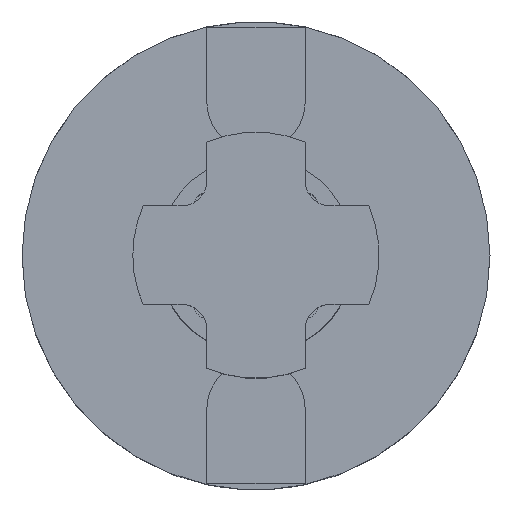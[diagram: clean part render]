
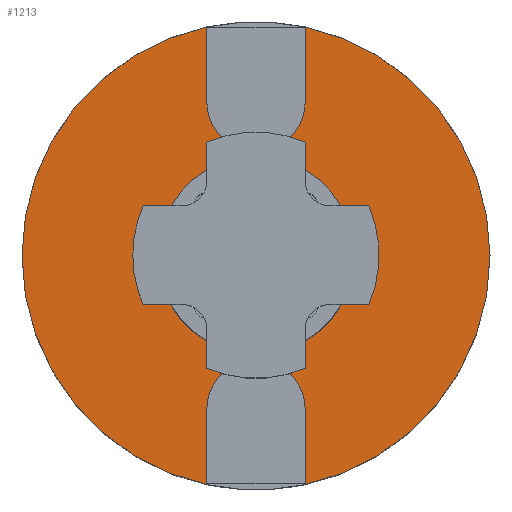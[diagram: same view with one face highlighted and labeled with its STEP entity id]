
A CAD part, top view. The second image highlights one B-rep face of the part: STEP entity #1213.
In plain terms, the highlighted planar face has unit normal (0, 0, 1).
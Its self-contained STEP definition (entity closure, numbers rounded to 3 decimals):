
#7 = ORIENTED_EDGE ( 'NONE', *, *, #3439, .F. ) ;
#54 = AXIS2_PLACEMENT_3D ( 'NONE', #1633, #631, #1066 ) ;
#72 = CARTESIAN_POINT ( 'NONE',  ( 4., 21.114, 30. ) ) ;
#146 = CARTESIAN_POINT ( 'NONE',  ( 8., 0., 30. ) ) ;
#180 = ORIENTED_EDGE ( 'NONE', *, *, #6125, .F. ) ;
#237 = DIRECTION ( 'NONE',  ( 0., 0., 1. ) ) ;
#434 = EDGE_CURVE ( 'NONE', #2174, #4020, #6639, .T. ) ;
#435 = CARTESIAN_POINT ( 'NONE',  ( 0., 19., 30. ) ) ;
#519 = CARTESIAN_POINT ( 'NONE',  ( 4., 21.114, 30. ) ) ;
#533 = DIRECTION ( 'NONE',  ( 0., -1., 0. ) ) ;
#605 = AXIS2_PLACEMENT_3D ( 'NONE', #6621, #4469, #2851 ) ;
#607 = ORIENTED_EDGE ( 'NONE', *, *, #4628, .F. ) ;
#631 = DIRECTION ( 'NONE',  ( 0., 0., -1. ) ) ;
#657 = EDGE_CURVE ( 'NONE', #4213, #6658, #5703, .T. ) ;
#759 = DIRECTION ( 'NONE',  ( -1., 0., 0. ) ) ;
#762 = CARTESIAN_POINT ( 'NONE',  ( 0., 0., 30. ) ) ;
#768 = CARTESIAN_POINT ( 'NONE',  ( -4., -12.5, 30. ) ) ;
#798 = LINE ( 'NONE', #4047, #1833 ) ;
#803 = CIRCLE ( 'NONE', #5675, 19. ) ;
#894 = CIRCLE ( 'NONE', #605, 8. ) ;
#1018 = CARTESIAN_POINT ( 'NONE',  ( -4., -21.114, 30. ) ) ;
#1055 = CIRCLE ( 'NONE', #3573, 8. ) ;
#1066 = DIRECTION ( 'NONE',  ( -1., 0., 0. ) ) ;
#1075 = ORIENTED_EDGE ( 'NONE', *, *, #434, .F. ) ;
#1120 = ORIENTED_EDGE ( 'NONE', *, *, #4449, .F. ) ;
#1186 = DIRECTION ( 'NONE',  ( 0., 0., -1. ) ) ;
#1213 = ADVANCED_FACE ( 'NONE', ( #4349, #2896 ), #3686, .T. ) ;
#1232 = EDGE_LOOP ( 'NONE', ( #6308, #3935 ) ) ;
#1240 = VECTOR ( 'NONE', #1763, 1000. ) ;
#1287 = CARTESIAN_POINT ( 'NONE',  ( 0., -12.5, 30. ) ) ;
#1343 = VECTOR ( 'NONE', #5536, 1000. ) ;
#1379 = EDGE_CURVE ( 'NONE', #2245, #2213, #894, .T. ) ;
#1470 = ORIENTED_EDGE ( 'NONE', *, *, #3566, .F. ) ;
#1516 = DIRECTION ( 'NONE',  ( 0., 1., 0. ) ) ;
#1539 = CIRCLE ( 'NONE', #1950, 19. ) ;
#1556 = CARTESIAN_POINT ( 'NONE',  ( -4., -18.5, 30. ) ) ;
#1568 = VERTEX_POINT ( 'NONE', #2898 ) ;
#1633 = CARTESIAN_POINT ( 'NONE',  ( 0., 0., 30. ) ) ;
#1684 = DIRECTION ( 'NONE',  ( -1., 0., 0. ) ) ;
#1747 = DIRECTION ( 'NONE',  ( 0., 1., 0. ) ) ;
#1763 = DIRECTION ( 'NONE',  ( 0., 1., 0. ) ) ;
#1778 = DIRECTION ( 'NONE',  ( 0., 0., 1. ) ) ;
#1833 = VECTOR ( 'NONE', #1747, 1000. ) ;
#1834 = CARTESIAN_POINT ( 'NONE',  ( -4., 19., 30. ) ) ;
#1895 = DIRECTION ( 'NONE',  ( -1., 0., 0. ) ) ;
#1910 = EDGE_CURVE ( 'NONE', #4020, #3496, #6281, .T. ) ;
#1950 = AXIS2_PLACEMENT_3D ( 'NONE', #5251, #6381, #1991 ) ;
#1979 = EDGE_LOOP ( 'NONE', ( #607, #180, #4596, #3276, #1075, #1120, #1470, #5723, #6742, #3245, #3844, #7, #4956, #5139 ) ) ;
#1987 = VERTEX_POINT ( 'NONE', #3909 ) ;
#1991 = DIRECTION ( 'NONE',  ( -1., 0., 0. ) ) ;
#2007 = AXIS2_PLACEMENT_3D ( 'NONE', #2821, #4440, #1684 ) ;
#2139 = CARTESIAN_POINT ( 'NONE',  ( -19., 0., 30. ) ) ;
#2174 = VERTEX_POINT ( 'NONE', #768 ) ;
#2213 = VERTEX_POINT ( 'NONE', #6150 ) ;
#2245 = VERTEX_POINT ( 'NONE', #146 ) ;
#2282 = DIRECTION ( 'NONE',  ( -1., 0., 0. ) ) ;
#2374 = EDGE_CURVE ( 'NONE', #3885, #4198, #5439, .T. ) ;
#2430 = VERTEX_POINT ( 'NONE', #3423 ) ;
#2582 = EDGE_CURVE ( 'NONE', #5308, #1568, #798, .T. ) ;
#2605 = DIRECTION ( 'NONE',  ( 0., -1., 0. ) ) ;
#2643 = EDGE_CURVE ( 'NONE', #4213, #4149, #5347, .T. ) ;
#2821 = CARTESIAN_POINT ( 'NONE',  ( 0., 0., 30. ) ) ;
#2851 = DIRECTION ( 'NONE',  ( -1., 0., 0. ) ) ;
#2896 = FACE_BOUND ( 'NONE', #1232, .T. ) ;
#2898 = CARTESIAN_POINT ( 'NONE',  ( 4., -18.5, 30. ) ) ;
#2975 = DIRECTION ( 'NONE',  ( 0., -1., 0. ) ) ;
#2998 = CARTESIAN_POINT ( 'NONE',  ( 0., 12.5, 30. ) ) ;
#3180 = EDGE_CURVE ( 'NONE', #2213, #2245, #1055, .T. ) ;
#3245 = ORIENTED_EDGE ( 'NONE', *, *, #2374, .F. ) ;
#3276 = ORIENTED_EDGE ( 'NONE', *, *, #1910, .F. ) ;
#3394 = CARTESIAN_POINT ( 'NONE',  ( -4., 19., 30. ) ) ;
#3423 = CARTESIAN_POINT ( 'NONE',  ( 4., -12.5, 30. ) ) ;
#3439 = EDGE_CURVE ( 'NONE', #4149, #1987, #6030, .T. ) ;
#3474 = AXIS2_PLACEMENT_3D ( 'NONE', #1287, #1778, #759 ) ;
#3489 = DIRECTION ( 'NONE',  ( 0., 1., 0. ) ) ;
#3496 = VERTEX_POINT ( 'NONE', #3782 ) ;
#3566 = EDGE_CURVE ( 'NONE', #1568, #2430, #6445, .T. ) ;
#3573 = AXIS2_PLACEMENT_3D ( 'NONE', #762, #6807, #1895 ) ;
#3686 = PLANE ( 'NONE',  #5111 ) ;
#3740 = DIRECTION ( 'NONE',  ( 1., 0., 0. ) ) ;
#3751 = CARTESIAN_POINT ( 'NONE',  ( -4., -21.114, 30. ) ) ;
#3782 = CARTESIAN_POINT ( 'NONE',  ( -4., -18.574, 30. ) ) ;
#3788 = VERTEX_POINT ( 'NONE', #5938 ) ;
#3844 = ORIENTED_EDGE ( 'NONE', *, *, #6354, .F. ) ;
#3885 = VERTEX_POINT ( 'NONE', #6864 ) ;
#3909 = CARTESIAN_POINT ( 'NONE',  ( 4., 18.5, 30. ) ) ;
#3935 = ORIENTED_EDGE ( 'NONE', *, *, #1379, .T. ) ;
#4020 = VERTEX_POINT ( 'NONE', #1556 ) ;
#4047 = CARTESIAN_POINT ( 'NONE',  ( 4., 19., 30. ) ) ;
#4149 = VERTEX_POINT ( 'NONE', #5264 ) ;
#4198 = VERTEX_POINT ( 'NONE', #4262 ) ;
#4213 = VERTEX_POINT ( 'NONE', #4763 ) ;
#4262 = CARTESIAN_POINT ( 'NONE',  ( 19., 0., 30. ) ) ;
#4349 = FACE_OUTER_BOUND ( 'NONE', #1979, .T. ) ;
#4419 = EDGE_CURVE ( 'NONE', #4198, #5308, #6438, .T. ) ;
#4440 = DIRECTION ( 'NONE',  ( 0., 0., -1. ) ) ;
#4441 = LINE ( 'NONE', #72, #1343 ) ;
#4449 = EDGE_CURVE ( 'NONE', #2430, #2174, #6770, .T. ) ;
#4469 = DIRECTION ( 'NONE',  ( 0., 0., -1. ) ) ;
#4596 = ORIENTED_EDGE ( 'NONE', *, *, #4891, .F. ) ;
#4628 = EDGE_CURVE ( 'NONE', #3788, #6658, #4917, .T. ) ;
#4715 = CARTESIAN_POINT ( 'NONE',  ( -4., 18.5, 30. ) ) ;
#4763 = CARTESIAN_POINT ( 'NONE',  ( -4., 12.5, 30. ) ) ;
#4891 = EDGE_CURVE ( 'NONE', #3496, #6680, #803, .T. ) ;
#4893 = CARTESIAN_POINT ( 'NONE',  ( 0., 0., 30. ) ) ;
#4917 = LINE ( 'NONE', #1834, #5696 ) ;
#4956 = ORIENTED_EDGE ( 'NONE', *, *, #2643, .F. ) ;
#5078 = VECTOR ( 'NONE', #533, 1000. ) ;
#5111 = AXIS2_PLACEMENT_3D ( 'NONE', #435, #7017, #3740 ) ;
#5139 = ORIENTED_EDGE ( 'NONE', *, *, #657, .T. ) ;
#5251 = CARTESIAN_POINT ( 'NONE',  ( 0., 0., 30. ) ) ;
#5264 = CARTESIAN_POINT ( 'NONE',  ( 4., 12.5, 30. ) ) ;
#5308 = VERTEX_POINT ( 'NONE', #5871 ) ;
#5347 = CIRCLE ( 'NONE', #6493, 4. ) ;
#5435 = VECTOR ( 'NONE', #1516, 1000. ) ;
#5439 = CIRCLE ( 'NONE', #54, 19. ) ;
#5536 = DIRECTION ( 'NONE',  ( 0., 1., 0. ) ) ;
#5675 = AXIS2_PLACEMENT_3D ( 'NONE', #4893, #1186, #2282 ) ;
#5696 = VECTOR ( 'NONE', #2975, 1000. ) ;
#5703 = LINE ( 'NONE', #3394, #1240 ) ;
#5723 = ORIENTED_EDGE ( 'NONE', *, *, #2582, .F. ) ;
#5871 = CARTESIAN_POINT ( 'NONE',  ( 4., -18.574, 30. ) ) ;
#5938 = CARTESIAN_POINT ( 'NONE',  ( -4., 18.574, 30. ) ) ;
#6030 = LINE ( 'NONE', #519, #5435 ) ;
#6125 = EDGE_CURVE ( 'NONE', #6680, #3788, #1539, .T. ) ;
#6150 = CARTESIAN_POINT ( 'NONE',  ( -8., 0., 30. ) ) ;
#6281 = LINE ( 'NONE', #1018, #5078 ) ;
#6308 = ORIENTED_EDGE ( 'NONE', *, *, #3180, .T. ) ;
#6354 = EDGE_CURVE ( 'NONE', #1987, #3885, #4441, .T. ) ;
#6381 = DIRECTION ( 'NONE',  ( 0., 0., -1. ) ) ;
#6438 = CIRCLE ( 'NONE', #2007, 19. ) ;
#6445 = LINE ( 'NONE', #6705, #7045 ) ;
#6470 = VECTOR ( 'NONE', #2605, 1000. ) ;
#6493 = AXIS2_PLACEMENT_3D ( 'NONE', #2998, #237, #6793 ) ;
#6621 = CARTESIAN_POINT ( 'NONE',  ( 0., 0., 30. ) ) ;
#6639 = LINE ( 'NONE', #3751, #6470 ) ;
#6658 = VERTEX_POINT ( 'NONE', #4715 ) ;
#6680 = VERTEX_POINT ( 'NONE', #2139 ) ;
#6705 = CARTESIAN_POINT ( 'NONE',  ( 4., 19., 30. ) ) ;
#6742 = ORIENTED_EDGE ( 'NONE', *, *, #4419, .F. ) ;
#6770 = CIRCLE ( 'NONE', #3474, 4. ) ;
#6793 = DIRECTION ( 'NONE',  ( 1., 0., 0. ) ) ;
#6807 = DIRECTION ( 'NONE',  ( 0., 0., -1. ) ) ;
#6864 = CARTESIAN_POINT ( 'NONE',  ( 4., 18.574, 30. ) ) ;
#7017 = DIRECTION ( 'NONE',  ( 0., 0., 1. ) ) ;
#7045 = VECTOR ( 'NONE', #3489, 1000. ) ;
